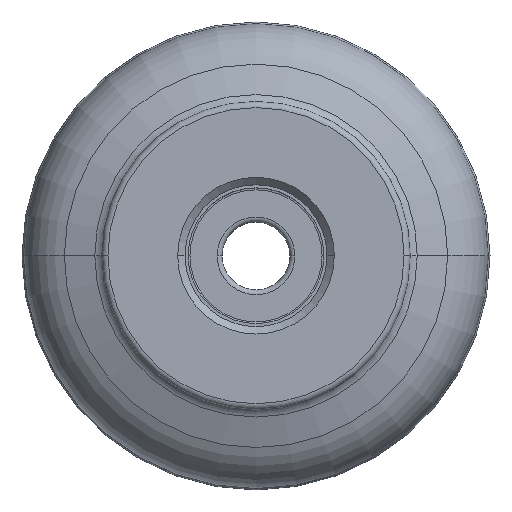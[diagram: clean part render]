
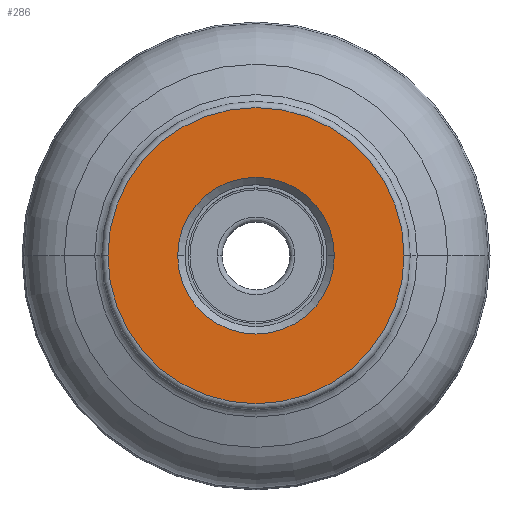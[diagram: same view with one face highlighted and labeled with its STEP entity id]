
A CAD part, top view. The second image highlights one B-rep face of the part: STEP entity #286.
In plain terms, the highlighted planar face has unit normal (0, 0, 1).
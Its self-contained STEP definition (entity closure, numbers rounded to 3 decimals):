
#63=PLANE('',#2625);
#71=FACE_BOUND('',#584,.T.);
#72=FACE_BOUND('',#585,.T.);
#286=ADVANCED_FACE('',(#71,#72),#63,.T.);
#584=EDGE_LOOP('',(#1033,#1034));
#585=EDGE_LOOP('',(#1035,#1036,#1037,#1038));
#1033=ORIENTED_EDGE('',*,*,#1659,.T.);
#1034=ORIENTED_EDGE('',*,*,#1663,.T.);
#1035=ORIENTED_EDGE('',*,*,#1664,.T.);
#1036=ORIENTED_EDGE('',*,*,#1665,.T.);
#1037=ORIENTED_EDGE('',*,*,#1666,.T.);
#1038=ORIENTED_EDGE('',*,*,#1667,.T.);
#1377=VERTEX_POINT('',#5508);
#1378=VERTEX_POINT('',#5510);
#1380=VERTEX_POINT('',#5519);
#1381=VERTEX_POINT('',#5520);
#1382=VERTEX_POINT('',#5522);
#1383=VERTEX_POINT('',#5524);
#1659=EDGE_CURVE('',#1378,#1377,#2043,.T.);
#1663=EDGE_CURVE('',#1377,#1378,#2047,.T.);
#1664=EDGE_CURVE('',#1380,#1381,#2048,.T.);
#1665=EDGE_CURVE('',#1381,#1382,#2049,.T.);
#1666=EDGE_CURVE('',#1382,#1383,#2050,.T.);
#1667=EDGE_CURVE('',#1383,#1380,#2051,.T.);
#2043=CIRCLE('',#2614,24.);
#2047=CIRCLE('',#2619,24.);
#2048=CIRCLE('',#2621,12.7);
#2049=CIRCLE('',#2622,12.7);
#2050=CIRCLE('',#2623,12.7);
#2051=CIRCLE('',#2624,12.7);
#2614=AXIS2_PLACEMENT_3D('',#5509,#3209,#3210);
#2619=AXIS2_PLACEMENT_3D('',#5516,#3219,#3220);
#2621=AXIS2_PLACEMENT_3D('',#5518,#3223,#3224);
#2622=AXIS2_PLACEMENT_3D('',#5521,#3225,#3226);
#2623=AXIS2_PLACEMENT_3D('',#5523,#3227,#3228);
#2624=AXIS2_PLACEMENT_3D('',#5525,#3229,#3230);
#2625=AXIS2_PLACEMENT_3D('',#5526,#3231,#3232);
#3209=DIRECTION('',(0.,0.,1.));
#3210=DIRECTION('',(1.,0.,0.));
#3219=DIRECTION('',(0.,0.,1.));
#3220=DIRECTION('',(-1.,0.,0.));
#3223=DIRECTION('',(0.,0.,-1.));
#3224=DIRECTION('',(0.,-1.,0.));
#3225=DIRECTION('',(0.,0.,-1.));
#3226=DIRECTION('',(-1.,0.,0.));
#3227=DIRECTION('',(0.,0.,-1.));
#3228=DIRECTION('',(0.,1.,0.));
#3229=DIRECTION('',(0.,0.,-1.));
#3230=DIRECTION('',(1.,0.,0.));
#3231=DIRECTION('',(0.,0.,1.));
#3232=DIRECTION('',(-1.,0.,0.));
#5508=CARTESIAN_POINT('',(-24.,0.,0.));
#5509=CARTESIAN_POINT('',(0.,0.,0.));
#5510=CARTESIAN_POINT('',(24.,0.,0.));
#5516=CARTESIAN_POINT('',(0.,0.,0.));
#5518=CARTESIAN_POINT('',(0.,0.,0.));
#5519=CARTESIAN_POINT('',(0.,-12.7,0.));
#5520=CARTESIAN_POINT('',(-12.7,0.,0.));
#5521=CARTESIAN_POINT('',(0.,0.,0.));
#5522=CARTESIAN_POINT('',(0.,12.7,0.));
#5523=CARTESIAN_POINT('',(0.,0.,0.));
#5524=CARTESIAN_POINT('',(12.7,0.,0.));
#5525=CARTESIAN_POINT('',(0.,0.,0.));
#5526=CARTESIAN_POINT('',(0.,0.,0.));
